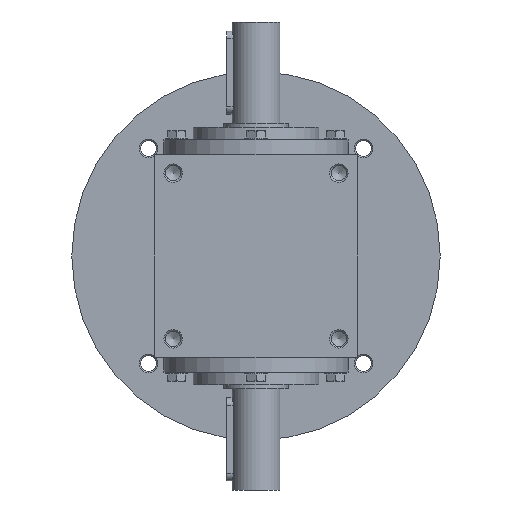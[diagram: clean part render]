
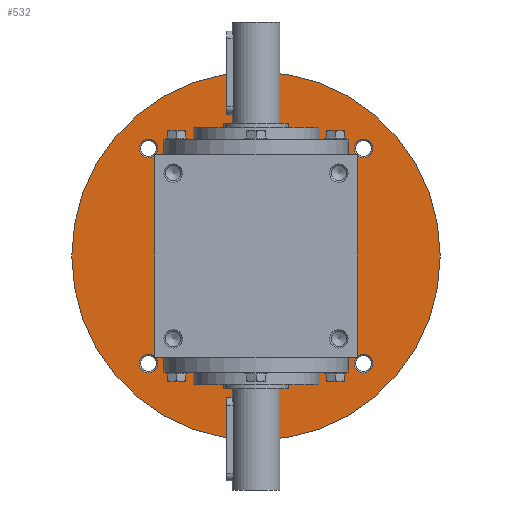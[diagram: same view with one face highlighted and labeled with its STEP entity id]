
A CAD part, left-side view. The second image highlights one B-rep face of the part: STEP entity #532.
In plain terms, the highlighted planar face has unit normal (-1, 0, 0).
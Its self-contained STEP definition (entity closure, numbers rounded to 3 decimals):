
#532 = ADVANCED_FACE( '', ( #1123, #1124, #1125, #1126, #1127, #1128 ), #1129, .F. );
#1123 = FACE_OUTER_BOUND( '', #1804, .T. );
#1124 = FACE_BOUND( '', #1805, .T. );
#1125 = FACE_BOUND( '', #1806, .T. );
#1126 = FACE_BOUND( '', #1807, .T. );
#1127 = FACE_BOUND( '', #1808, .T. );
#1128 = FACE_BOUND( '', #1809, .T. );
#1129 = PLANE( '', #1810 );
#1804 = EDGE_LOOP( '', ( #2799 ) );
#1805 = EDGE_LOOP( '', ( #2800 ) );
#1806 = EDGE_LOOP( '', ( #2801 ) );
#1807 = EDGE_LOOP( '', ( #2802 ) );
#1808 = EDGE_LOOP( '', ( #2803 ) );
#1809 = EDGE_LOOP( '', ( #2804 ) );
#1810 = AXIS2_PLACEMENT_3D( '', #2805, #2806, #2807 );
#2799 = ORIENTED_EDGE( '', *, *, #3669, .F. );
#2800 = ORIENTED_EDGE( '', *, *, #3670, .T. );
#2801 = ORIENTED_EDGE( '', *, *, #3587, .T. );
#2802 = ORIENTED_EDGE( '', *, *, #3671, .T. );
#2803 = ORIENTED_EDGE( '', *, *, #3672, .T. );
#2804 = ORIENTED_EDGE( '', *, *, #3673, .T. );
#2805 = CARTESIAN_POINT( '', ( 37., 50., 0. ) );
#2806 = DIRECTION( '', ( 1., 0., 0. ) );
#2807 = DIRECTION( '', ( 0., 0., -1. ) );
#3587 = EDGE_CURVE( '', #4194, #4194, #4195, .T. );
#3669 = EDGE_CURVE( '', #4302, #4302, #4303, .T. );
#3670 = EDGE_CURVE( '', #4304, #4304, #4305, .T. );
#3671 = EDGE_CURVE( '', #4306, #4306, #4307, .T. );
#3672 = EDGE_CURVE( '', #4308, #4308, #4309, .T. );
#3673 = EDGE_CURVE( '', #4310, #4310, #4311, .T. );
#4194 = VERTEX_POINT( '', #4927 );
#4195 = CIRCLE( '', #4928, 5. );
#4302 = VERTEX_POINT( '', #5113 );
#4303 = CIRCLE( '', #5114, 100. );
#4304 = VERTEX_POINT( '', #5115 );
#4305 = CIRCLE( '', #5116, 5. );
#4306 = VERTEX_POINT( '', #5117 );
#4307 = CIRCLE( '', #5118, 5. );
#4308 = VERTEX_POINT( '', #5119 );
#4309 = CIRCLE( '', #5120, 5. );
#4310 = VERTEX_POINT( '', #5121 );
#4311 = CIRCLE( '', #5122, 50. );
#4927 = CARTESIAN_POINT( '', ( 37., 58.336, -63.336 ) );
#4928 = AXIS2_PLACEMENT_3D( '', #5739, #5740, #5741 );
#5113 = CARTESIAN_POINT( '', ( 37., 0., -100. ) );
#5114 = AXIS2_PLACEMENT_3D( '', #5850, #5851, #5852 );
#5115 = CARTESIAN_POINT( '', ( 37., -58.336, 53.336 ) );
#5116 = AXIS2_PLACEMENT_3D( '', #5853, #5854, #5855 );
#5117 = CARTESIAN_POINT( '', ( 37., -58.336, -63.336 ) );
#5118 = AXIS2_PLACEMENT_3D( '', #5856, #5857, #5858 );
#5119 = CARTESIAN_POINT( '', ( 37., 58.336, 53.336 ) );
#5120 = AXIS2_PLACEMENT_3D( '', #5859, #5860, #5861 );
#5121 = CARTESIAN_POINT( '', ( 37., 0., -50. ) );
#5122 = AXIS2_PLACEMENT_3D( '', #5862, #5863, #5864 );
#5739 = CARTESIAN_POINT( '', ( 37., 58.336, -58.336 ) );
#5740 = DIRECTION( '', ( 1., 0., 0. ) );
#5741 = DIRECTION( '', ( 0., 0., -1. ) );
#5850 = CARTESIAN_POINT( '', ( 37., 0., 0. ) );
#5851 = DIRECTION( '', ( 1., 0., 0. ) );
#5852 = DIRECTION( '', ( 0., 0., -1. ) );
#5853 = CARTESIAN_POINT( '', ( 37., -58.336, 58.336 ) );
#5854 = DIRECTION( '', ( 1., 0., 0. ) );
#5855 = DIRECTION( '', ( 0., 0., -1. ) );
#5856 = CARTESIAN_POINT( '', ( 37., -58.336, -58.336 ) );
#5857 = DIRECTION( '', ( 1., 0., 0. ) );
#5858 = DIRECTION( '', ( 0., 0., -1. ) );
#5859 = CARTESIAN_POINT( '', ( 37., 58.336, 58.336 ) );
#5860 = DIRECTION( '', ( 1., 0., 0. ) );
#5861 = DIRECTION( '', ( 0., 0., -1. ) );
#5862 = CARTESIAN_POINT( '', ( 37., 0., 0. ) );
#5863 = DIRECTION( '', ( 1., 0., 0. ) );
#5864 = DIRECTION( '', ( 0., 0., -1. ) );
